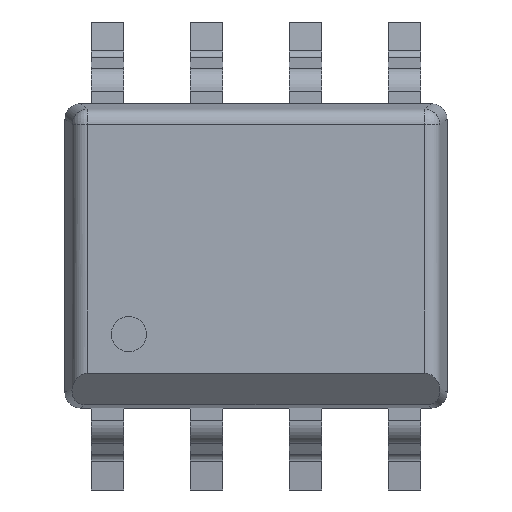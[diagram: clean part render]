
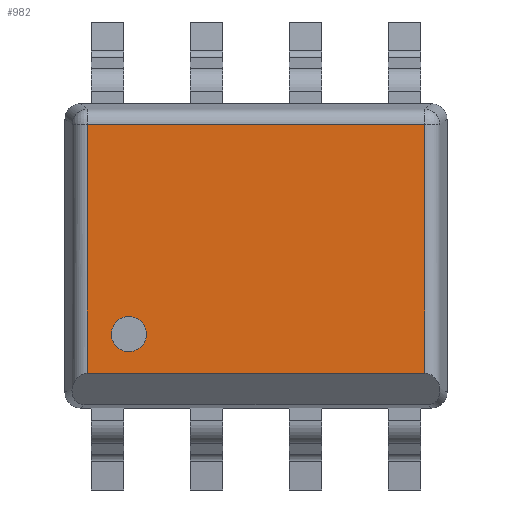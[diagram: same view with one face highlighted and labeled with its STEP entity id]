
A CAD part, top view. The second image highlights one B-rep face of the part: STEP entity #982.
In plain terms, the highlighted planar face has unit normal (0, 0, 1).
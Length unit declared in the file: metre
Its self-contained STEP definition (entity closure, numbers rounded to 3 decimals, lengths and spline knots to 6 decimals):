
#982 = ADVANCED_FACE( '', ( #2416, #2417 ), #2418, .F. );
#1042 = EDGE_CURVE( '', #2288, #2505, #2506, .T. );
#1054 = EDGE_CURVE( '', #2522, #2522, #2523, .T. );
#1070 = EDGE_CURVE( '', #2505, #2296, #2545, .T. );
#1102 = EDGE_CURVE( '', #2490, #2288, #2594, .T. );
#1788 = EDGE_CURVE( '', #2296, #2490, #3427, .T. );
#2288 = VERTEX_POINT( '', #4093 );
#2296 = VERTEX_POINT( '', #4103 );
#2416 = FACE_OUTER_BOUND( '', #4265, .T. );
#2417 = FACE_BOUND( '', #4266, .T. );
#2418 = PLANE( '', #4267 );
#2490 = VERTEX_POINT( '', #4371 );
#2505 = VERTEX_POINT( '', #4390 );
#2506 = LINE( '', #4391, #4392 );
#2522 = VERTEX_POINT( '', #4412 );
#2523 = CIRCLE( '', #4413, 0.000225 );
#2545 = LINE( '', #4443, #4444 );
#2594 = LINE( '', #4516, #4517 );
#3427 = LINE( '', #5838, #5839 );
#4093 = CARTESIAN_POINT( '', ( 0.002161, -0.001505, 0.00165 ) );
#4103 = CARTESIAN_POINT( '', ( -0.002161, 0.001684, 0.00165 ) );
#4265 = EDGE_LOOP( '', ( #6497, #6498, #6499, #6500 ) );
#4266 = EDGE_LOOP( '', ( #6501 ) );
#4267 = AXIS2_PLACEMENT_3D( '', #6502, #6503, #6504 );
#4371 = CARTESIAN_POINT( '', ( 0.002161, 0.001684, 0.00165 ) );
#4390 = CARTESIAN_POINT( '', ( -0.002161, -0.001505, 0.00165 ) );
#4391 = CARTESIAN_POINT( '', ( 0., -0.001505, 0.00165 ) );
#4392 = VECTOR( '', #6615, 1. );
#4412 = CARTESIAN_POINT( '', ( -0.00163, -0.000779, 0.00165 ) );
#4413 = AXIS2_PLACEMENT_3D( '', #6644, #6645, #6646 );
#4443 = CARTESIAN_POINT( '', ( -0.002161, 0.000036, 0.00165 ) );
#4444 = VECTOR( '', #6679, 1. );
#4516 = CARTESIAN_POINT( '', ( 0.002161, 0.000036, 0.00165 ) );
#4517 = VECTOR( '', #6720, 1. );
#5838 = CARTESIAN_POINT( '', ( 0., 0.001684, 0.00165 ) );
#5839 = VECTOR( '', #7940, 1. );
#6497 = ORIENTED_EDGE( '', *, *, #1070, .F. );
#6498 = ORIENTED_EDGE( '', *, *, #1042, .F. );
#6499 = ORIENTED_EDGE( '', *, *, #1102, .F. );
#6500 = ORIENTED_EDGE( '', *, *, #1788, .F. );
#6501 = ORIENTED_EDGE( '', *, *, #1054, .T. );
#6502 = CARTESIAN_POINT( '', ( 0.00245, 0.002022, 0.00165 ) );
#6503 = DIRECTION( '', ( 0., 0., -1. ) );
#6504 = DIRECTION( '', ( 0., -1., 0. ) );
#6615 = DIRECTION( '', ( -1., 0., 0. ) );
#6644 = CARTESIAN_POINT( '', ( -0.00163, -0.001004, 0.00165 ) );
#6645 = DIRECTION( '', ( 0., 0., -1. ) );
#6646 = DIRECTION( '', ( 0., 1., 0. ) );
#6679 = DIRECTION( '', ( 0., 1., 0. ) );
#6720 = DIRECTION( '', ( 0., -1., 0. ) );
#7940 = DIRECTION( '', ( 1., 0., 0. ) );
